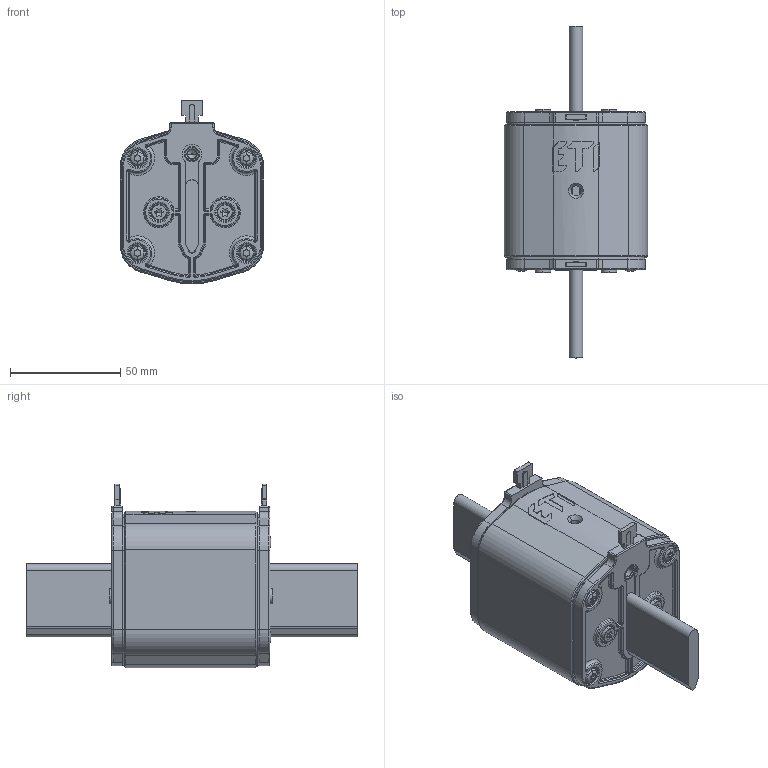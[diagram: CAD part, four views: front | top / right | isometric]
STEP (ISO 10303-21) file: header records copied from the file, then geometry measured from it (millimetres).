
FILE_DESCRIPTION((''),'2;1');
FILE_NAME('0000049743_ASM','2021-08-09T',('said.beganovic'),('Audax d.o.o.'),'CREO PARAMETRIC BY PTC INC, 2017020','CREO PARAMETRIC BY PTC INC, 2017020','');
FILE_SCHEMA(('AUTOMOTIVE_DESIGN { 1 0 10303 214 1 1 1 1 }'));
Products named in the file (14): 0000004181; 0000047499; 0000047502; 0000004157; 0000004156; 0000004461; 0000004180; 0000004177_ASM; 0000004154; 0000004187; 0000002790; 0000049741; 0000004161; 0000049743_ASM
Assembly tree (24 placements, depth 3):
  0000049743_ASM
    0000004181
    0000047499
    0000047502
    0000004157
    0000004156
    0000004177_ASM  x2
      0000004461
      0000004180
    0000004154  x8
    0000004187  x4
    0000002790
    0000049741
    0000004161
Bounding box: 65 x 150.4 x 83.35 mm (x, y, z)
Volume: 304149.7 mm3; surface area: 76729.2 mm2
Topology: 24 solids, 39 shells, 1914 faces, 4774 edges, 2916 vertices
Faces by surface type: plane 780, cylinder 710, torus 238, bspline 74, sphere 48, extrusion 34, cone 30
Entity records: 70341 total; most frequent: CARTESIAN_POINT 13929, DIRECTION 6981, ORIENTED_EDGE 6584, PRESENTATION_STYLE_ASSIGNMENT 4687, STYLED_ITEM 4583, CURVE_STYLE 3333, EDGE_CURVE 3299, AXIS2_PLACEMENT_3D 2576
